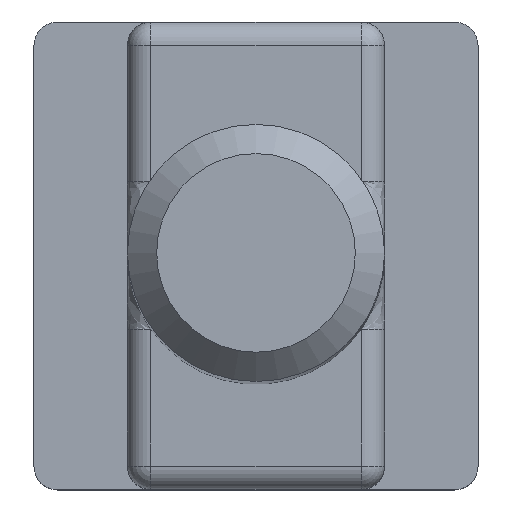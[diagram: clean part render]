
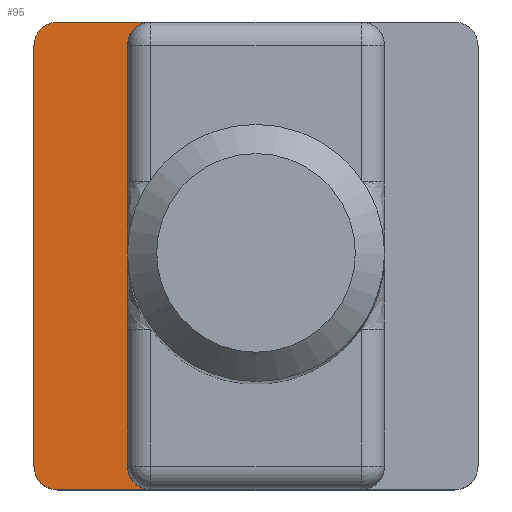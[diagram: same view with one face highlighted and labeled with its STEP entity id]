
A CAD part, top view. The second image highlights one B-rep face of the part: STEP entity #95.
In plain terms, the highlighted planar face has unit normal (0, 0, 1).
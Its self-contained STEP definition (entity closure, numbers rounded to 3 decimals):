
#95 = ADVANCED_FACE( '', ( #153 ), #154, .T. );
#153 = FACE_OUTER_BOUND( '', #755, .T. );
#154 = PLANE( '', #756 );
#755 = EDGE_LOOP( '', ( #915, #916, #917, #918, #919, #920, #921, #922 ) );
#756 = AXIS2_PLACEMENT_3D( '', #923, #924, #925 );
#915 = ORIENTED_EDGE( '', *, *, #1094, .T. );
#916 = ORIENTED_EDGE( '', *, *, #1095, .T. );
#917 = ORIENTED_EDGE( '', *, *, #1096, .T. );
#918 = ORIENTED_EDGE( '', *, *, #1097, .T. );
#919 = ORIENTED_EDGE( '', *, *, #1098, .T. );
#920 = ORIENTED_EDGE( '', *, *, #1093, .T. );
#921 = ORIENTED_EDGE( '', *, *, #1054, .F. );
#922 = ORIENTED_EDGE( '', *, *, #1099, .T. );
#923 = CARTESIAN_POINT( '', ( -19., -20., 14. ) );
#924 = DIRECTION( '', ( 0., 0., 1. ) );
#925 = DIRECTION( '', ( 1., 0., 0. ) );
#1054 = EDGE_CURVE( '', #1143, #1132, #1145, .T. );
#1093 = EDGE_CURVE( '', #1201, #1132, #1203, .F. );
#1094 = EDGE_CURVE( '', #1204, #1205, #1206, .T. );
#1095 = EDGE_CURVE( '', #1205, #1207, #1208, .T. );
#1096 = EDGE_CURVE( '', #1207, #1209, #1210, .T. );
#1097 = EDGE_CURVE( '', #1209, #1211, #1212, .T. );
#1098 = EDGE_CURVE( '', #1211, #1201, #1213, .T. );
#1099 = EDGE_CURVE( '', #1143, #1204, #1214, .F. );
#1132 = VERTEX_POINT( '', #1263 );
#1143 = VERTEX_POINT( '', #1351 );
#1145 = LINE( '', #1354, #1355 );
#1201 = VERTEX_POINT( '', #1496 );
#1203 = CIRCLE( '', #1499, 2. );
#1204 = VERTEX_POINT( '', #1500 );
#1205 = VERTEX_POINT( '', #1501 );
#1206 = LINE( '', #1502, #1503 );
#1207 = VERTEX_POINT( '', #1504 );
#1208 = CIRCLE( '', #1505, 2. );
#1209 = VERTEX_POINT( '', #1506 );
#1210 = LINE( '', #1507, #1508 );
#1211 = VERTEX_POINT( '', #1509 );
#1212 = CIRCLE( '', #1510, 2. );
#1213 = LINE( '', #1511, #1512 );
#1214 = CIRCLE( '', #1513, 2. );
#1263 = CARTESIAN_POINT( '', ( -11., -18., 14. ) );
#1351 = CARTESIAN_POINT( '', ( -11., 18., 14. ) );
#1354 = CARTESIAN_POINT( '', ( -11., 20., 14. ) );
#1355 = VECTOR( '', #1578, 1000. );
#1496 = CARTESIAN_POINT( '', ( -9., -20., 14. ) );
#1499 = AXIS2_PLACEMENT_3D( '', #1663, #1664, #1665 );
#1500 = CARTESIAN_POINT( '', ( -9., 20., 14. ) );
#1501 = CARTESIAN_POINT( '', ( -17., 20., 14. ) );
#1502 = CARTESIAN_POINT( '', ( 19., 20., 14. ) );
#1503 = VECTOR( '', #1666, 1000. );
#1504 = CARTESIAN_POINT( '', ( -19., 18., 14. ) );
#1505 = AXIS2_PLACEMENT_3D( '', #1667, #1668, #1669 );
#1506 = CARTESIAN_POINT( '', ( -19., -18., 14. ) );
#1507 = CARTESIAN_POINT( '', ( -19., 20., 14. ) );
#1508 = VECTOR( '', #1670, 1000. );
#1509 = CARTESIAN_POINT( '', ( -17., -20., 14. ) );
#1510 = AXIS2_PLACEMENT_3D( '', #1671, #1672, #1673 );
#1511 = CARTESIAN_POINT( '', ( -19., -20., 14. ) );
#1512 = VECTOR( '', #1674, 1000. );
#1513 = AXIS2_PLACEMENT_3D( '', #1675, #1676, #1677 );
#1578 = DIRECTION( '', ( 0., -1., 0. ) );
#1663 = CARTESIAN_POINT( '', ( -9., -18., 14. ) );
#1664 = DIRECTION( '', ( 0., 0., 1. ) );
#1665 = DIRECTION( '', ( 1., 0., 0. ) );
#1666 = DIRECTION( '', ( -1., 0., 0. ) );
#1667 = CARTESIAN_POINT( '', ( -17., 18., 14. ) );
#1668 = DIRECTION( '', ( 0., 0., 1. ) );
#1669 = DIRECTION( '', ( 1., 0., 0. ) );
#1670 = DIRECTION( '', ( 0., -1., 0. ) );
#1671 = CARTESIAN_POINT( '', ( -17., -18., 14. ) );
#1672 = DIRECTION( '', ( 0., 0., 1. ) );
#1673 = DIRECTION( '', ( 1., 0., 0. ) );
#1674 = DIRECTION( '', ( 1., 0., 0. ) );
#1675 = CARTESIAN_POINT( '', ( -9., 18., 14. ) );
#1676 = DIRECTION( '', ( 0., 0., 1. ) );
#1677 = DIRECTION( '', ( 1., 0., 0. ) );
